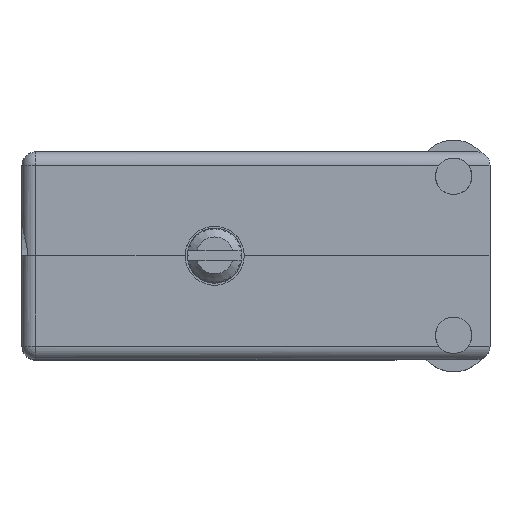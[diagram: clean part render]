
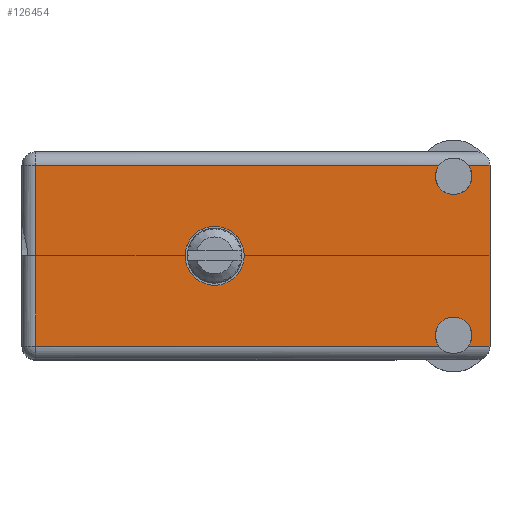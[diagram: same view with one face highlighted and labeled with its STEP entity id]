
A CAD part, top view. The second image highlights one B-rep face of the part: STEP entity #126454.
In plain terms, the highlighted face is planar.
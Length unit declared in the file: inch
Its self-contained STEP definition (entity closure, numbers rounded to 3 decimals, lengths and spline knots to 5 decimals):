
#1372 = DIRECTION ( 'NONE',  ( 1., 0., 0. ) ) ;
#1942 = DIRECTION ( 'NONE',  ( 0., 1., 0. ) ) ;
#5849 = CARTESIAN_POINT ( 'NONE',  ( -0.6625, 0.806, -0.3105 ) ) ;
#6162 = DIRECTION ( 'NONE',  ( 0., 0., 1. ) ) ;
#6488 = AXIS2_PLACEMENT_3D ( 'NONE', #79256, #93937, #6162 ) ;
#6801 = CARTESIAN_POINT ( 'NONE',  ( -0.6155, 0.806, 0.3105 ) ) ;
#8883 = CARTESIAN_POINT ( 'NONE',  ( 0.9465, 0.806, -0.3105 ) ) ;
#12657 = AXIS2_PLACEMENT_3D ( 'NONE', #21575, #65186, #139621 ) ;
#12694 = ORIENTED_EDGE ( 'NONE', *, *, #63425, .F. ) ;
#16108 = DIRECTION ( 'NONE',  ( 1., 0., 0. ) ) ;
#16857 = CIRCLE ( 'NONE', #95989, 0.0625 ) ;
#20818 = VERTEX_POINT ( 'NONE', #103573 ) ;
#21575 = CARTESIAN_POINT ( 'NONE',  ( -0.6625, 0.806, -0.3575 ) ) ;
#27543 = CARTESIAN_POINT ( 'NONE',  ( 0., 0.806, 0. ) ) ;
#30339 = ORIENTED_EDGE ( 'NONE', *, *, #90575, .F. ) ;
#32926 = EDGE_CURVE ( 'NONE', #91609, #168462, #175140, .T. ) ;
#33346 = CARTESIAN_POINT ( 'NONE',  ( 0.8215, 0.806, -0.211 ) ) ;
#34567 = LINE ( 'NONE', #123399, #186162 ) ;
#35045 = PLANE ( 'NONE',  #12657 ) ;
#35091 = CIRCLE ( 'NONE', #6488, 0.0625 ) ;
#36375 = CARTESIAN_POINT ( 'NONE',  ( -0.6155, 0.806, -0.3575 ) ) ;
#41531 = CARTESIAN_POINT ( 'NONE',  ( 0., 0.806, 0. ) ) ;
#44504 = ORIENTED_EDGE ( 'NONE', *, *, #84916, .F. ) ;
#45451 = CARTESIAN_POINT ( 'NONE',  ( 0.87187, 0.806, 0.3105 ) ) ;
#45801 = CARTESIAN_POINT ( 'NONE',  ( -0.6155, 0.806, -0.3105 ) ) ;
#45893 = AXIS2_PLACEMENT_3D ( 'NONE', #41531, #130037, #174361 ) ;
#47155 = EDGE_CURVE ( 'NONE', #175577, #20818, #109676, .T. ) ;
#48721 = VERTEX_POINT ( 'NONE', #97267 ) ;
#49500 = LINE ( 'NONE', #5849, #122925 ) ;
#50983 = EDGE_CURVE ( 'NONE', #77882, #150924, #49500, .T. ) ;
#55711 = FACE_OUTER_BOUND ( 'NONE', #128429, .T. ) ;
#56326 = CIRCLE ( 'NONE', #132563, 0.0625 ) ;
#58443 = VECTOR ( 'NONE', #178148, 39.37008 ) ;
#62825 = CARTESIAN_POINT ( 'NONE',  ( 0.8215, 0.806, 0.2735 ) ) ;
#63425 = EDGE_CURVE ( 'NONE', #114040, #48721, #150925, .T. ) ;
#65186 = DIRECTION ( 'NONE',  ( 0., 1., 0. ) ) ;
#67699 = ORIENTED_EDGE ( 'NONE', *, *, #120142, .F. ) ;
#69391 = DIRECTION ( 'NONE',  ( -1., 0., 0. ) ) ;
#70183 = CARTESIAN_POINT ( 'NONE',  ( 0.8215, 0.806, 0.2735 ) ) ;
#70679 = CARTESIAN_POINT ( 'NONE',  ( 0.9465, 0.806, 0.3105 ) ) ;
#77882 = VERTEX_POINT ( 'NONE', #175154 ) ;
#79256 = CARTESIAN_POINT ( 'NONE',  ( 0.8215, 0.806, -0.2735 ) ) ;
#80829 = DIRECTION ( 'NONE',  ( -1., 0., 0. ) ) ;
#82203 = CARTESIAN_POINT ( 'NONE',  ( 0.77113, 0.806, 0.3105 ) ) ;
#84240 = DIRECTION ( 'NONE',  ( 0., 0., 1. ) ) ;
#84916 = EDGE_CURVE ( 'NONE', #48721, #114040, #155885, .T. ) ;
#89091 = DIRECTION ( 'NONE',  ( 0., 0., 1. ) ) ;
#90575 = EDGE_CURVE ( 'NONE', #153831, #168462, #56326, .T. ) ;
#91182 = VECTOR ( 'NONE', #1372, 39.37008 ) ;
#91609 = VERTEX_POINT ( 'NONE', #6801 ) ;
#92690 = ORIENTED_EDGE ( 'NONE', *, *, #50983, .T. ) ;
#93108 = CARTESIAN_POINT ( 'NONE',  ( 0.87187, 0.806, -0.3105 ) ) ;
#93224 = ORIENTED_EDGE ( 'NONE', *, *, #145968, .F. ) ;
#93398 = EDGE_CURVE ( 'NONE', #77882, #181890, #35091, .T. ) ;
#93937 = DIRECTION ( 'NONE',  ( 0., 1., 0. ) ) ;
#95989 = AXIS2_PLACEMENT_3D ( 'NONE', #99431, #171969, #170045 ) ;
#97267 = CARTESIAN_POINT ( 'NONE',  ( 0., 0.806, 0.1015 ) ) ;
#98726 = EDGE_CURVE ( 'NONE', #140667, #108851, #34567, .T. ) ;
#99431 = CARTESIAN_POINT ( 'NONE',  ( 0.8215, 0.806, -0.2735 ) ) ;
#101325 = DIRECTION ( 'NONE',  ( 0., 1., 0. ) ) ;
#103573 = CARTESIAN_POINT ( 'NONE',  ( 0.9465, 0.806, 0.3105 ) ) ;
#104027 = ORIENTED_EDGE ( 'NONE', *, *, #98726, .T. ) ;
#106514 = VECTOR ( 'NONE', #139036, 39.37008 ) ;
#107280 = EDGE_LOOP ( 'NONE', ( #44504, #12694 ) ) ;
#108851 = VERTEX_POINT ( 'NONE', #93108 ) ;
#109676 = LINE ( 'NONE', #70679, #91182 ) ;
#111330 = DIRECTION ( 'NONE',  ( 0., 1., 0. ) ) ;
#114040 = VERTEX_POINT ( 'NONE', #180936 ) ;
#117389 = DIRECTION ( 'NONE',  ( 0., 0., 1. ) ) ;
#117463 = ORIENTED_EDGE ( 'NONE', *, *, #133177, .T. ) ;
#117833 = CARTESIAN_POINT ( 'NONE',  ( 0.9465, 0.806, 0.3575 ) ) ;
#120142 = EDGE_CURVE ( 'NONE', #140667, #20818, #175550, .T. ) ;
#121059 = AXIS2_PLACEMENT_3D ( 'NONE', #70183, #111330, #84240 ) ;
#122925 = VECTOR ( 'NONE', #80829, 39.37008 ) ;
#123399 = CARTESIAN_POINT ( 'NONE',  ( -0.6625, 0.806, -0.3105 ) ) ;
#126454 = ADVANCED_FACE ( 'NONE', ( #163579, #55711 ), #35045, .T. ) ;
#128429 = EDGE_LOOP ( 'NONE', ( #189150, #30339, #144935, #182186, #67699, #104027, #93224, #142347, #92690, #117463 ) ) ;
#130037 = DIRECTION ( 'NONE',  ( 0., 1., 0. ) ) ;
#131535 = CARTESIAN_POINT ( 'NONE',  ( 0.9465, 0.806, 0.3105 ) ) ;
#131653 = AXIS2_PLACEMENT_3D ( 'NONE', #27543, #101325, #117389 ) ;
#132563 = AXIS2_PLACEMENT_3D ( 'NONE', #62825, #1942, #89091 ) ;
#133177 = EDGE_CURVE ( 'NONE', #150924, #91609, #145509, .T. ) ;
#139036 = DIRECTION ( 'NONE',  ( 0., 0., 1. ) ) ;
#139621 = DIRECTION ( 'NONE',  ( -1., 0., 0. ) ) ;
#140667 = VERTEX_POINT ( 'NONE', #8883 ) ;
#141510 = EDGE_CURVE ( 'NONE', #175577, #153831, #159335, .T. ) ;
#142347 = ORIENTED_EDGE ( 'NONE', *, *, #93398, .F. ) ;
#144935 = ORIENTED_EDGE ( 'NONE', *, *, #141510, .F. ) ;
#145509 = LINE ( 'NONE', #36375, #106514 ) ;
#145968 = EDGE_CURVE ( 'NONE', #181890, #108851, #16857, .T. ) ;
#150924 = VERTEX_POINT ( 'NONE', #45801 ) ;
#150925 = CIRCLE ( 'NONE', #131653, 0.1015 ) ;
#153831 = VERTEX_POINT ( 'NONE', #161557 ) ;
#155885 = CIRCLE ( 'NONE', #45893, 0.1015 ) ;
#159335 = CIRCLE ( 'NONE', #121059, 0.0625 ) ;
#161557 = CARTESIAN_POINT ( 'NONE',  ( 0.8215, 0.806, 0.211 ) ) ;
#163579 = FACE_BOUND ( 'NONE', #107280, .T. ) ;
#168462 = VERTEX_POINT ( 'NONE', #82203 ) ;
#170045 = DIRECTION ( 'NONE',  ( 0., 0., 1. ) ) ;
#171969 = DIRECTION ( 'NONE',  ( 0., 1., 0. ) ) ;
#174361 = DIRECTION ( 'NONE',  ( 0., 0., 1. ) ) ;
#175140 = LINE ( 'NONE', #131535, #179757 ) ;
#175154 = CARTESIAN_POINT ( 'NONE',  ( 0.77113, 0.806, -0.3105 ) ) ;
#175550 = LINE ( 'NONE', #117833, #58443 ) ;
#175577 = VERTEX_POINT ( 'NONE', #45451 ) ;
#178148 = DIRECTION ( 'NONE',  ( 0., 0., 1. ) ) ;
#179757 = VECTOR ( 'NONE', #16108, 39.37008 ) ;
#180936 = CARTESIAN_POINT ( 'NONE',  ( 0., 0.806, -0.1015 ) ) ;
#181890 = VERTEX_POINT ( 'NONE', #33346 ) ;
#182186 = ORIENTED_EDGE ( 'NONE', *, *, #47155, .T. ) ;
#186162 = VECTOR ( 'NONE', #69391, 39.37008 ) ;
#189150 = ORIENTED_EDGE ( 'NONE', *, *, #32926, .T. ) ;
